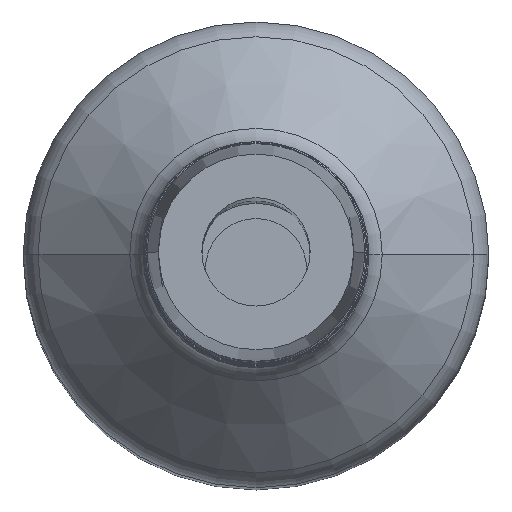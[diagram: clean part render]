
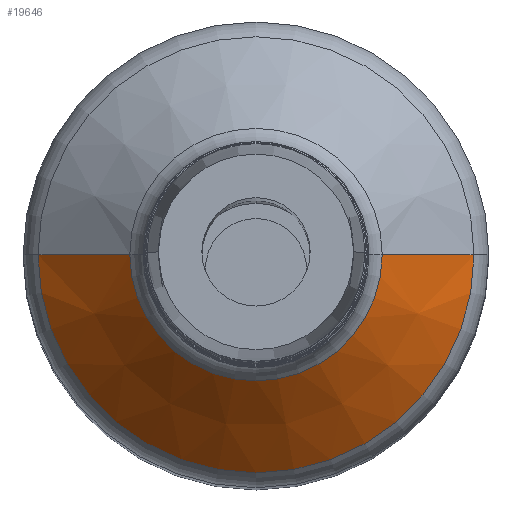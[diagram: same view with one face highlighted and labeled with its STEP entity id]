
A CAD part, top view. The second image highlights one B-rep face of the part: STEP entity #19646.
In plain terms, the highlighted conical face has half-angle 45 degrees and reference radius 1.7 mm.
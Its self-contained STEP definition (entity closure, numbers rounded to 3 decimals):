
#14834=CARTESIAN_POINT('',(13.346,0.,0.));
#14835=DIRECTION('',(-1.,0.,0.));
#14836=DIRECTION('',(0.,1.,0.));
#14837=AXIS2_PLACEMENT_3D('',#14834,#14835,#14836);
#14839=DIRECTION('',(-0.707,-0.707,0.));
#14840=VECTOR('',#14839,1.283);
#14841=CARTESIAN_POINT('',(14.254,-1.246,
0.));
#14842=LINE('',#14841,#14840);
#14843=CARTESIAN_POINT('',(14.254,0.,0.));
#14844=DIRECTION('',(1.,0.,0.));
#14845=DIRECTION('',(0.,-1.,0.));
#14846=AXIS2_PLACEMENT_3D('',#14843,#14844,#14845);
#14848=DIRECTION('',(-0.707,0.707,0.));
#14849=VECTOR('',#14848,1.283);
#14850=CARTESIAN_POINT('',(14.254,1.246,
0.));
#14851=LINE('',#14850,#14849);
#18554=CARTESIAN_POINT('',(14.254,-1.246,0.));
#18555=CARTESIAN_POINT('',(14.254,1.246,0.));
#18556=VERTEX_POINT('',#18554);
#18557=VERTEX_POINT('',#18555);
#18562=CARTESIAN_POINT('',(13.346,-2.154,0.));
#18563=CARTESIAN_POINT('',(13.346,2.154,0.));
#18564=VERTEX_POINT('',#18562);
#18565=VERTEX_POINT('',#18563);
#19632=CARTESIAN_POINT('',(13.8,0.,0.));
#19633=DIRECTION('',(-1.,0.,0.));
#19634=DIRECTION('',(0.,1.,0.));
#19635=AXIS2_PLACEMENT_3D('',#19632,#19633,#19634);
#19636=CONICAL_SURFACE('',#19635,1.7,45.);
#19637=ORIENTED_EDGE('',*,*,#19626,.T.);
#19639=ORIENTED_EDGE('',*,*,#19638,.F.);
#19641=ORIENTED_EDGE('',*,*,#19640,.T.);
#19643=ORIENTED_EDGE('',*,*,#19642,.T.);
#19644=EDGE_LOOP('',(#19637,#19639,#19641,#19643));
#19645=FACE_OUTER_BOUND('',#19644,.F.);
#19646=ADVANCED_FACE('',(#19645),#19636,.T.);
#14838=CIRCLE('',#14837,2.154);
#14847=CIRCLE('',#14846,1.246);
#19626=EDGE_CURVE('',#18565,#18564,#14838,.T.);
#19638=EDGE_CURVE('',#18556,#18564,#14842,.T.);
#19640=EDGE_CURVE('',#18556,#18557,#14847,.T.);
#19642=EDGE_CURVE('',#18557,#18565,#14851,.T.);
